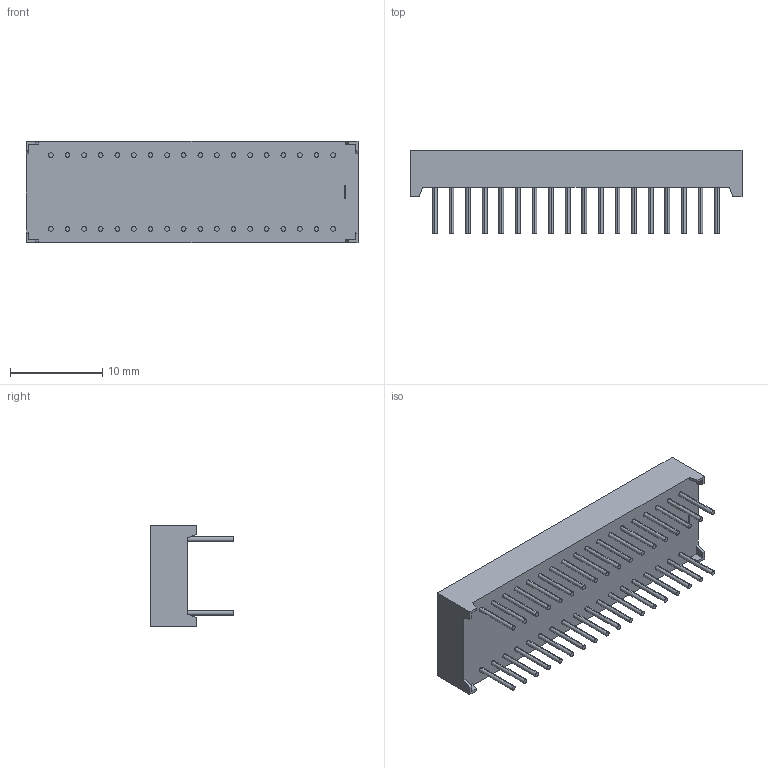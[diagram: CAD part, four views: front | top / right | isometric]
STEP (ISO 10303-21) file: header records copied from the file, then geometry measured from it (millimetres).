
FILE_DESCRIPTION (( 'STEP AP214' ), '1' );
FILE_NAME ('XDxx06x4.STEP', '2015-09-10T17:16:10', ( '' ), ( '' ), 'SwSTEP 2.0', 'SolidWorks 2012', '' );
FILE_SCHEMA (( 'AUTOMOTIVE_DESIGN' ));
Length unit declared in the file: millimetre
Products named in the file (1): XDxx06x4
Bounding box: 36 x 9 x 11 mm (x, y, z)
Volume: 1618.6 mm3; surface area: 1479.8 mm2
Topology: 1 solids, 1 shells, 558 faces, 1392 edges, 928 vertices
Faces by surface type: plane 396, cylinder 94, bspline 68
Entity records: 21398 total; most frequent: CARTESIAN_POINT 6075, ORIENTED_EDGE 2784, DIRECTION 2426, EDGE_CURVE 1392, LINE 1068, VECTOR 1068, VERTEX_POINT 928, AXIS2_PLACEMENT_3D 679
